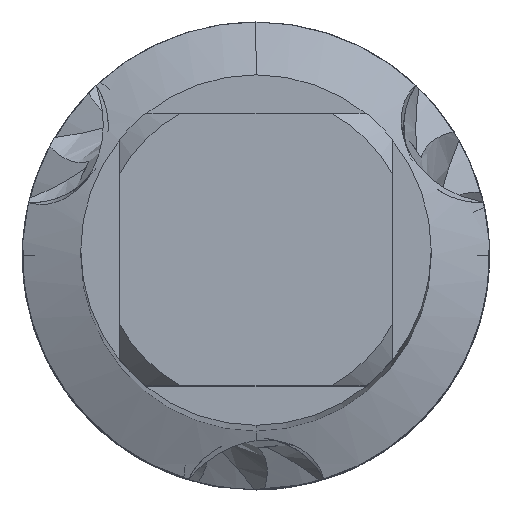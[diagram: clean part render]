
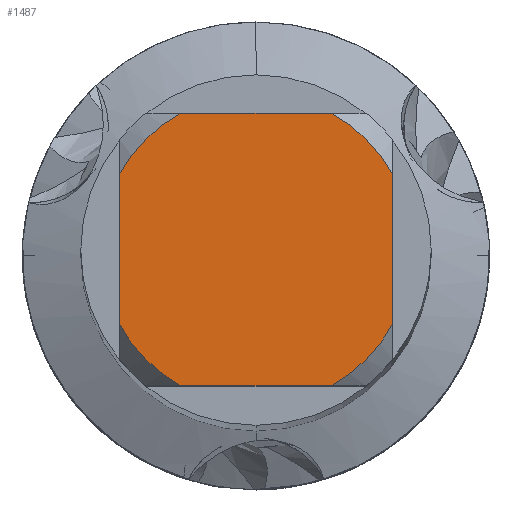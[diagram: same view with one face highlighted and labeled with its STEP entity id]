
A CAD part, top view. The second image highlights one B-rep face of the part: STEP entity #1487.
In plain terms, the highlighted planar face has unit normal (0, 0, 1).
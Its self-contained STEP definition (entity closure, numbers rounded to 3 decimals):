
#1441=EDGE_CURVE('',#2929,#2217,#4181,.T.);
#1487=ADVANCED_FACE('',(#4232),#4233,.T.);
#1521=VERTEX_POINT('',#4270);
#1609=EDGE_CURVE('',#3593,#1521,#4364,.T.);
#1799=VERTEX_POINT('',#4579);
#1945=VERTEX_POINT('',#4745);
#2217=VERTEX_POINT('',#5035);
#2243=EDGE_CURVE('',#1799,#1945,#5063,.T.);
#2421=EDGE_CURVE('',#2629,#2217,#5258,.T.);
#2629=VERTEX_POINT('',#5487);
#2843=EDGE_CURVE('',#2929,#1521,#5716,.T.);
#2929=VERTEX_POINT('',#5809);
#3157=EDGE_CURVE('',#3593,#1945,#6050,.T.);
#3183=EDGE_CURVE('',#2629,#3957,#6078,.T.);
#3481=EDGE_CURVE('',#1799,#3957,#6400,.T.);
#3593=VERTEX_POINT('',#6520);
#3957=VERTEX_POINT('',#6918);
#4181=LINE('',#7196,#7197);
#4232=FACE_OUTER_BOUND('',#7279,.T.);
#4233=PLANE('',#7280);
#4270=CARTESIAN_POINT('',(3.5,1.936,0.0));
#4364=LINE('',#7553,#7554);
#4579=CARTESIAN_POINT('',(-1.936,-3.5,0.0));
#4745=CARTESIAN_POINT('',(1.936,-3.5,0.0));
#5035=CARTESIAN_POINT('',(-1.936,3.5,0.0));
#5063=LINE('',#9408,#9409);
#5258=CIRCLE('',#9921,4.0);
#5487=CARTESIAN_POINT('',(-3.5,1.936,0.0));
#5716=CIRCLE('',#11232,4.0);
#5809=CARTESIAN_POINT('',(1.936,3.5,0.0));
#6050=CIRCLE('',#12493,4.0);
#6078=LINE('',#12552,#12553);
#6400=CIRCLE('',#13193,4.0);
#6520=CARTESIAN_POINT('',(3.5,-1.936,0.0));
#6918=CARTESIAN_POINT('',(-3.5,-1.936,0.0));
#7196=CARTESIAN_POINT('',(0.0,3.5,0.0));
#7197=VECTOR('',#15656,1.0);
#7279=EDGE_LOOP('',(#15721,#15722,#15723,#15724,#15725,#15726,#15727,#15728));
#7280=AXIS2_PLACEMENT_3D('',#15729,#15730,#15731);
#7553=CARTESIAN_POINT('',(3.5,1.0,0.0));
#7554=VECTOR('',#15845,1.0);
#9408=CARTESIAN_POINT('',(0.0,-3.5,0.0));
#9409=VECTOR('',#16626,1.0);
#9921=AXIS2_PLACEMENT_3D('',#16838,#16839,#16840);
#11232=AXIS2_PLACEMENT_3D('',#17412,#17413,#17414);
#12493=AXIS2_PLACEMENT_3D('',#17757,#17758,#17759);
#12552=CARTESIAN_POINT('',(-3.5,1.0,0.0));
#12553=VECTOR('',#17783,1.0);
#13193=AXIS2_PLACEMENT_3D('',#18117,#18118,#18119);
#15656=DIRECTION('',(-1.0,0.0,0.0));
#15721=ORIENTED_EDGE('',*,*,#3183,.T.);
#15722=ORIENTED_EDGE('',*,*,#3481,.F.);
#15723=ORIENTED_EDGE('',*,*,#2243,.T.);
#15724=ORIENTED_EDGE('',*,*,#3157,.F.);
#15725=ORIENTED_EDGE('',*,*,#1609,.T.);
#15726=ORIENTED_EDGE('',*,*,#2843,.F.);
#15727=ORIENTED_EDGE('',*,*,#1441,.T.);
#15728=ORIENTED_EDGE('',*,*,#2421,.F.);
#15729=CARTESIAN_POINT('',(0.0,2.0,0.0));
#15730=DIRECTION('',(-0.0,0.0,1.0));
#15731=DIRECTION('',(0.0,-1.0,0.0));
#15845=DIRECTION('',(-0.0,1.0,0.0));
#16626=DIRECTION('',(1.0,0.0,0.0));
#16838=CARTESIAN_POINT('',(0.0,0.0,0.0));
#16839=DIRECTION('',(0.0,0.0,-1.0));
#16840=DIRECTION('',(0.0,1.0,0.0));
#17412=CARTESIAN_POINT('',(0.0,0.0,0.0));
#17413=DIRECTION('',(0.0,0.0,-1.0));
#17414=DIRECTION('',(0.0,1.0,0.0));
#17757=CARTESIAN_POINT('',(0.0,0.0,0.0));
#17758=DIRECTION('',(0.0,0.0,-1.0));
#17759=DIRECTION('',(0.0,1.0,0.0));
#17783=DIRECTION('',(-0.0,-1.0,0.0));
#18117=CARTESIAN_POINT('',(0.0,0.0,0.0));
#18118=DIRECTION('',(0.0,0.0,-1.0));
#18119=DIRECTION('',(0.0,1.0,0.0));
